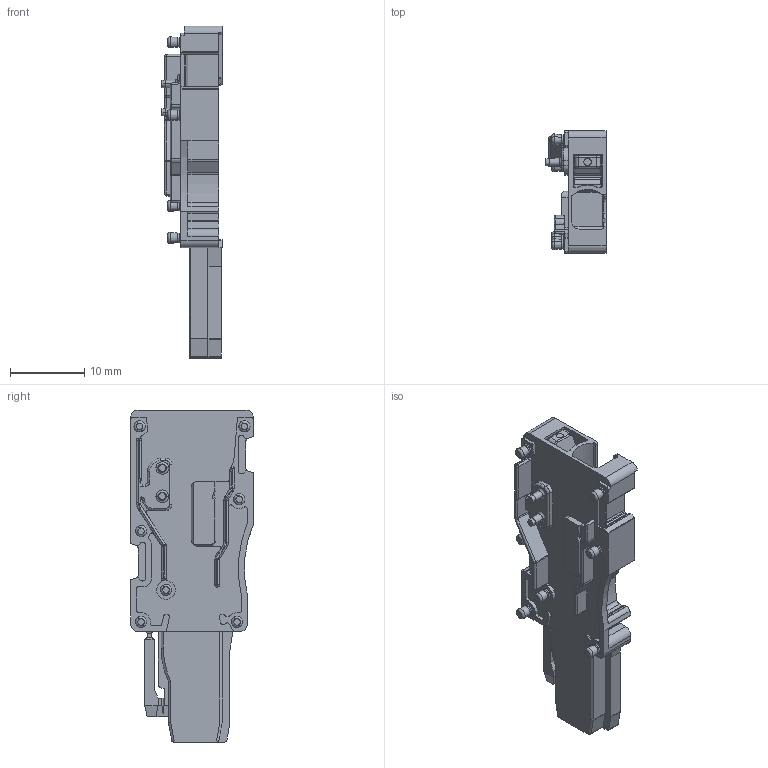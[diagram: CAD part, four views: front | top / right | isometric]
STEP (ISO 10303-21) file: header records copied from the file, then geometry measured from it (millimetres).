
FILE_DESCRIPTION(('CATIA V5R20 STEP214','CAx-IF Rec.Pracs.--- Model Styling and Organization---1.5--- 2016-08-15','CAx-IF Rec.Pracs.---Supplemental Geometry---1.0---2011-11-01','CAx-IF Rec.Pracs.--- Composite Materials ---1.1---2010-07-15'),'2;1');
FILE_NAME ('2013606-2_3', '2025-05-13T08:57:34+00:00', ('Weidmueller Interface'), ('Weidmueller'), 'CATIA Version 5-6 Release 2022 SP4 HF5', 'CATIA V5 STEP AP214 v3', 'none');
FILE_SCHEMA(('AUTOMOTIVE_DESIGN { 1 0 10303 214 1 1 1 1 }'));
Length unit declared in the file: millimetre
Products named in the file (1): 3030220000
Bounding box: 8.1 x 16.5 x 44.65 mm (x, y, z)
Volume: 2509 mm3; surface area: 2476.7 mm2
Topology: 1 solids, 2 shells, 673 faces, 1822 edges, 1161 vertices
Faces by surface type: plane 282, cylinder 259, cone 59, torus 45, bspline 25, sphere 3
Entity records: 24277 total; most frequent: CARTESIAN_POINT 7548, ORIENTED_EDGE 3634, DIRECTION 2758, EDGE_CURVE 1817, VERTEX_POINT 1161, AXIS2_PLACEMENT_3D 1142, VECTOR 1039, LINE 1039
